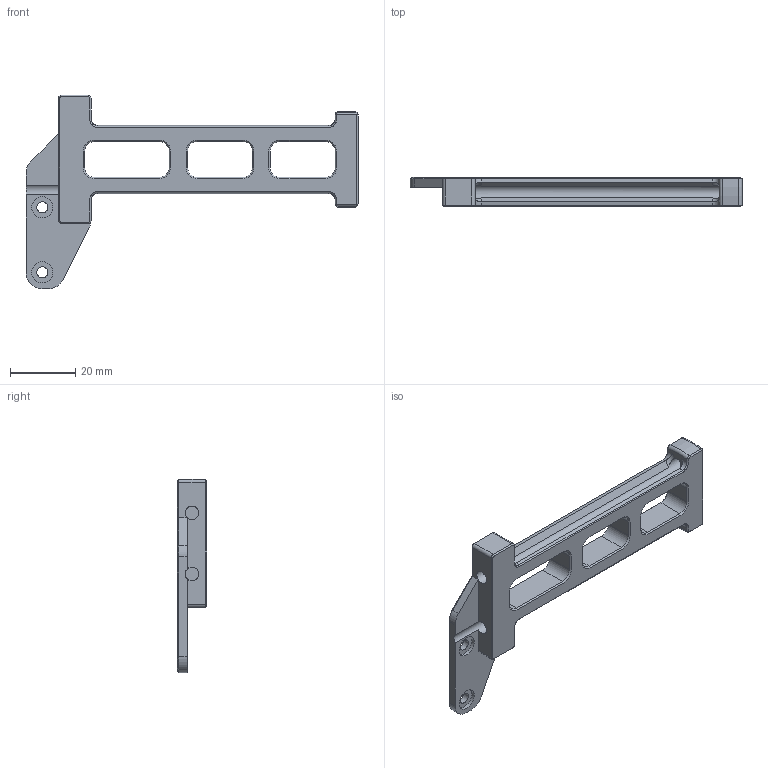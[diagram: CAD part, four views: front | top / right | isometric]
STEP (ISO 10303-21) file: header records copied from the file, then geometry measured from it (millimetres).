
FILE_DESCRIPTION(/* description */ (''),/* implementation_level */ '2;1');
FILE_NAME(/* name */ 'SpoolHolder.stp',/* time_stamp */ '2022-01-15T08:46:58-06:00',/* author */ ('Keith'),/* organization */ (''),/* preprocessor_version */ 'ST-DEVELOPER v18.1',/* originating_system */ 'Autodesk Inventor 2022',/* authorisation */ '');
FILE_SCHEMA (('AUTOMOTIVE_DESIGN { 1 0 10303 214 3 1 1 }'));
Length unit declared in the file: millimetre
Products named in the file (1): V0_CornerPanel_SpoolHolder
Bounding box: 102 x 9 x 59.4 mm (x, y, z)
Volume: 12114 mm3; surface area: 8928.9 mm2
Topology: 1 solids, 1 shells, 179 faces, 443 edges, 264 vertices
Faces by surface type: plane 83, cylinder 42, cone 26, bspline 16, torus 12
Full cylindrical faces by diameter (mm): 3.4 x2, 4.2 x2, 6.5 x2
Entity records: 8381 total; most frequent: CARTESIAN_POINT 3968, ORIENTED_EDGE 886, DIRECTION 844, EDGE_CURVE 443, AXIS2_PLACEMENT_3D 284, LINE 276, VECTOR 276, VERTEX_POINT 264
